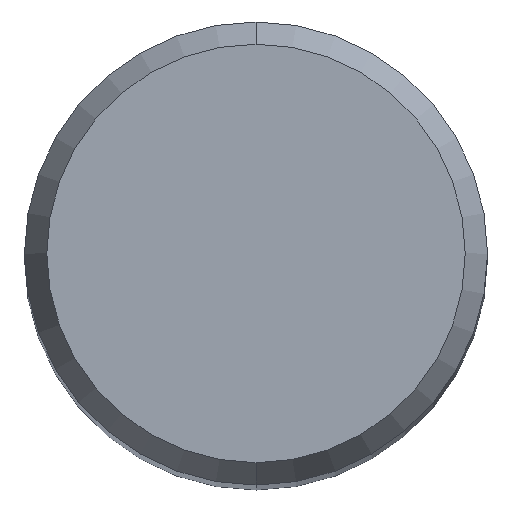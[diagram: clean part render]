
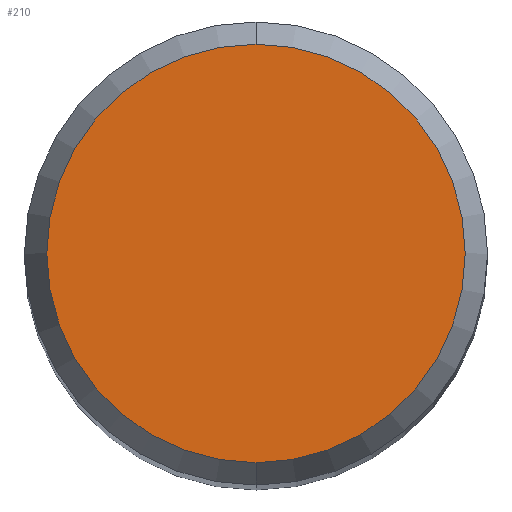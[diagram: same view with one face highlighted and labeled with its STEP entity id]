
A CAD part, top view. The second image highlights one B-rep face of the part: STEP entity #210.
In plain terms, the highlighted planar face has unit normal (0, 0, 1).
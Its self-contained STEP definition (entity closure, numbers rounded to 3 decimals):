
#104=VERTEX_POINT('',#249);
#118=EDGE_CURVE('',#128,#104,#265,.T.);
#128=VERTEX_POINT('',#276);
#210=ADVANCED_FACE('',(#369),#370,.T.);
#214=EDGE_CURVE('',#104,#128,#374,.T.);
#249=CARTESIAN_POINT('',(0.,-4.304,0.0));
#265=CIRCLE('',#428,4.304);
#276=CARTESIAN_POINT('',(0.0,4.304,0.0));
#369=FACE_OUTER_BOUND('',#558,.T.);
#370=PLANE('',#559);
#374=CIRCLE('',#564,4.304);
#428=AXIS2_PLACEMENT_3D('',#600,#601,#602);
#558=EDGE_LOOP('',(#741,#742));
#559=AXIS2_PLACEMENT_3D('',#743,#744,#745);
#564=AXIS2_PLACEMENT_3D('',#746,#747,#748);
#600=CARTESIAN_POINT('',(0.0,0.0,0.0));
#601=DIRECTION('',(0.0,0.0,-1.0));
#602=DIRECTION('',(0.0,1.0,0.0));
#741=ORIENTED_EDGE('',*,*,#118,.F.);
#742=ORIENTED_EDGE('',*,*,#214,.F.);
#743=CARTESIAN_POINT('',(0.0,2.152,0.0));
#744=DIRECTION('',(-0.0,0.0,1.0));
#745=DIRECTION('',(0.0,-1.0,0.0));
#746=CARTESIAN_POINT('',(0.0,0.0,0.0));
#747=DIRECTION('',(0.0,0.0,-1.0));
#748=DIRECTION('',(0.0,1.0,0.0));
